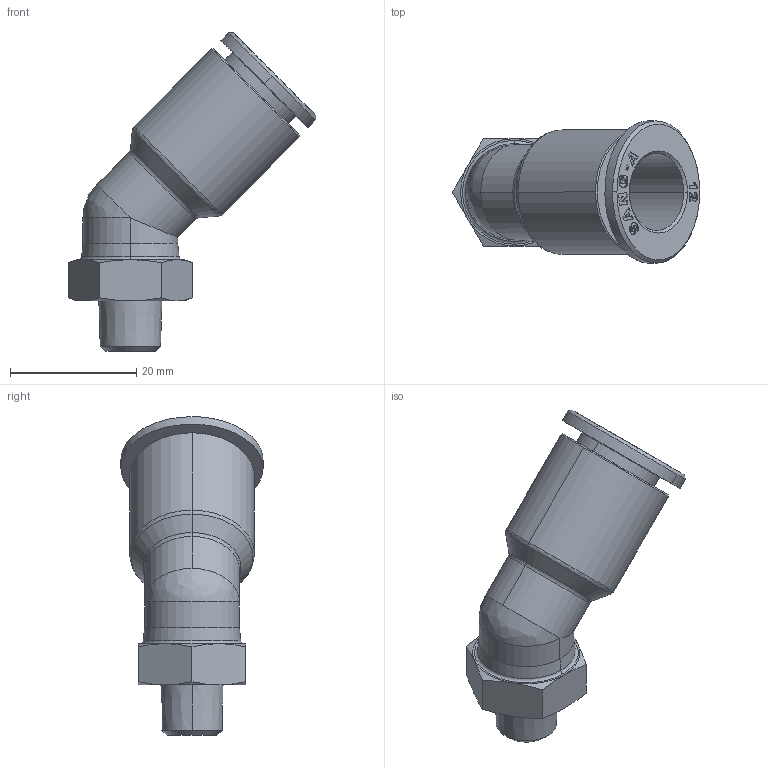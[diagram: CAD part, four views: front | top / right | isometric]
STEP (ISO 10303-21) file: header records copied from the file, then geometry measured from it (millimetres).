
FILE_DESCRIPTION (( 'STEP AP214' ), '1' );
FILE_NAME ('PL12-01 45.stp', '2015-09-08T08:48:03', ( '' ), ( '' ), 'SwSTEP 2.0', 'SolidWorks 2015', '' );
FILE_SCHEMA (( 'AUTOMOTIVE_DESIGN' ));
Length unit declared in the file: millimetre
Products named in the file (2): PL12-01 45; ｦ+ﾃｦ1
Assembly tree (1 placements, depth 2):
  PL12-01 45
    ｦ+ﾃｦ1
Bounding box: 39.12 x 22.5 x 50.41 mm (x, y, z)
Volume: 8943.1 mm3; surface area: 4783.5 mm2
Topology: 1 solids, 1 shells, 403 faces, 1125 edges, 739 vertices
Faces by surface type: plane 346, cone 28, cylinder 13, bspline 12, torus 4
Entity records: 14111 total; most frequent: CARTESIAN_POINT 3230, ORIENTED_EDGE 2248, DIRECTION 1934, EDGE_CURVE 1124, VECTOR 1004, LINE 1004, VERTEX_POINT 739, AXIS2_PLACEMENT_3D 465
